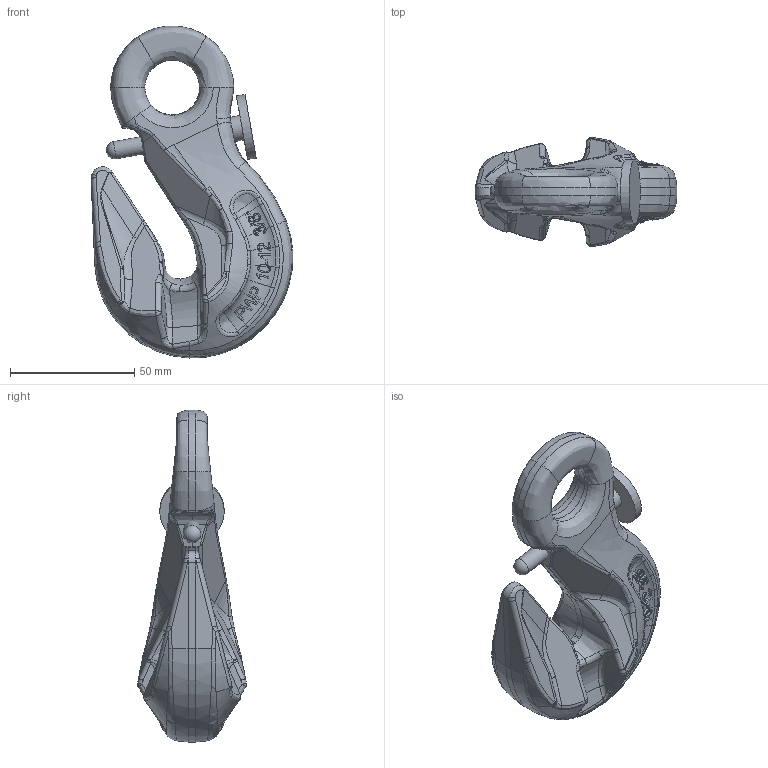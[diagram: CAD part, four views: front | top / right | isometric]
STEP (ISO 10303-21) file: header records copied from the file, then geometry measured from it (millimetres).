
FILE_DESCRIPTION(/* description */ (''),/* implementation_level */ '2;1');
FILE_NAME(/* name */ 'pewag_PSWP_10.stp',/* time_stamp */ '2022-07-25T13:01:14+02:00',/* author */ (''),/* organization */ (''),/* preprocessor_version */ 'ST-DEVELOPER v16',/* originating_system */ 'SIEMENS PLM Software NX 11.0',/* authorisation */ '');
FILE_SCHEMA (('AUTOMOTIVE_DESIGN { 1 0 10303 214 3 1 1 1 }'));
Length unit declared in the file: millimetre
Products named in the file (1): baf2CDCD1B4kfbb
Bounding box: 81.31 x 43.91 x 133.75 mm (x, y, z)
Volume: 133939.5 mm3; surface area: 24762.8 mm2
Topology: 2 solids, 2 shells, 655 faces, 1721 edges, 1083 vertices
Faces by surface type: bspline 201, plane 181, extrusion 102, torus 83, cylinder 57, cone 20, sphere 11
Full cylindrical faces by diameter (mm): 4 x1, 7 x1, 10 x1, 26 x1
Entity records: 36611 total; most frequent: CARTESIAN_POINT 23372, ORIENTED_EDGE 3364, DIRECTION 1684, EDGE_CURVE 1682, B_SPLINE_CURVE_WITH_KNOTS 1167, VERTEX_POINT 1069, EDGE_LOOP 693, ADVANCED_FACE 655
